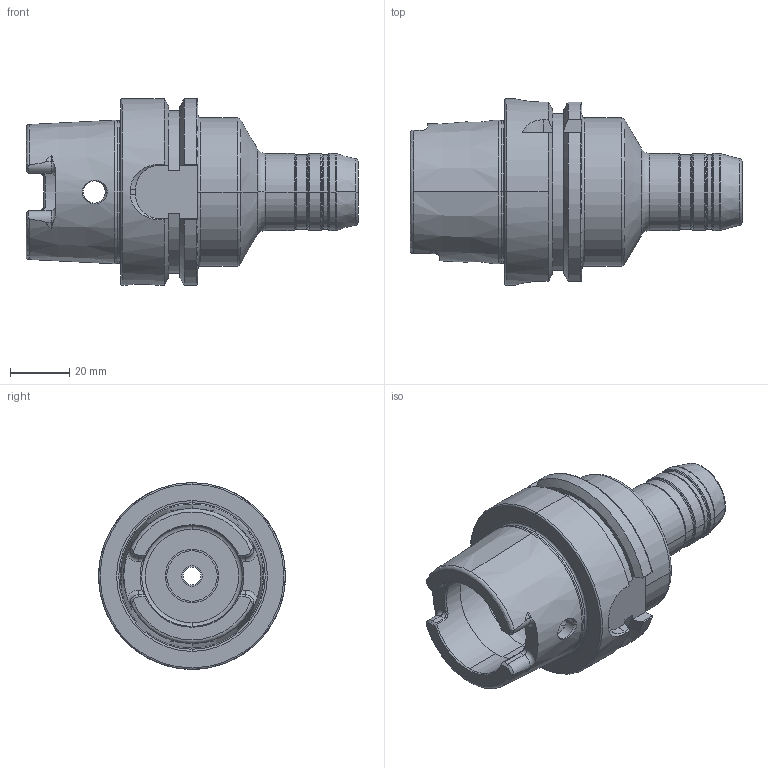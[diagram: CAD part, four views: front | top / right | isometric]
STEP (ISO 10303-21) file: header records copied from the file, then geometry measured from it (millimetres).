
FILE_DESCRIPTION((''),'2;1');
FILE_NAME('HSK63A-HCR6-80','2020-03-05T',('MYPC'),(''),'PRO/ENGINEER BY PARAMETRIC TECHNOLOGY CORPORATION, 2012130','PRO/ENGINEER BY PARAMETRIC TECHNOLOGY CORPORATION, 2012130','');
FILE_SCHEMA(('CONFIG_CONTROL_DESIGN'));
Length unit declared in the file: millimetre
Products named in the file (1): HSK63A-HCR6-80
Bounding box: 112 x 63 x 63 mm (x, y, z)
Volume: 131606.3 mm3; surface area: 29376.9 mm2
Topology: 1 solids, 3 shells, 224 faces, 534 edges, 318 vertices
Faces by surface type: cylinder 65, plane 57, cone 51, torus 47, bspline 4
Entity records: 7120 total; most frequent: CARTESIAN_POINT 1881, DIRECTION 1144, ORIENTED_EDGE 1060, EDGE_CURVE 534, AXIS2_PLACEMENT_3D 468, VERTEX_POINT 318, CIRCLE 247, EDGE_LOOP 236
